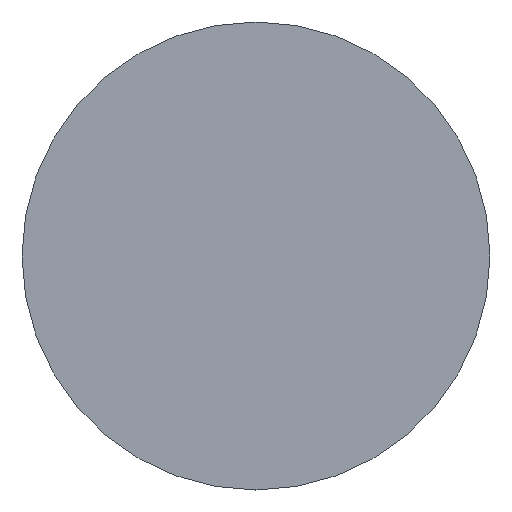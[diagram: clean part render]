
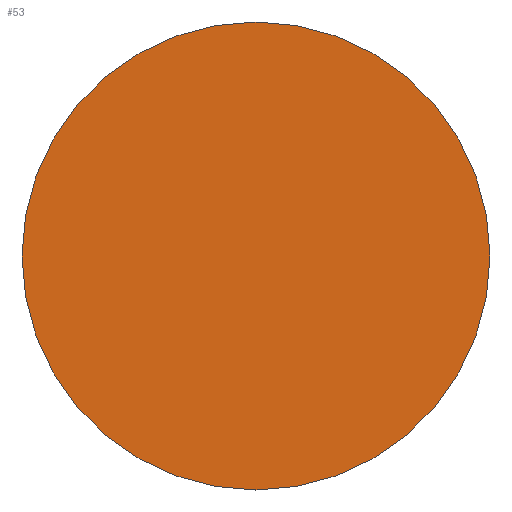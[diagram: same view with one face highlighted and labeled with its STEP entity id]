
A CAD part, left-side view. The second image highlights one B-rep face of the part: STEP entity #53.
In plain terms, the highlighted planar face has unit normal (-1, 0, 0).
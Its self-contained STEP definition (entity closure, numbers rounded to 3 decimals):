
#3 = CIRCLE ( 'NONE', #120, 12.7 ) ;
#4 = DIRECTION ( 'NONE',  ( 0., 0., 1. ) ) ;
#11 = VERTEX_POINT ( 'NONE', #92 ) ;
#13 = EDGE_CURVE ( 'NONE', #135, #11, #155, .T. ) ;
#18 = CARTESIAN_POINT ( 'NONE',  ( 0., 0., 0. ) ) ;
#20 = PLANE ( 'NONE',  #124 ) ;
#30 = DIRECTION ( 'NONE',  ( 1., 0., 0. ) ) ;
#31 = CARTESIAN_POINT ( 'NONE',  ( 0., 0., 0. ) ) ;
#38 = AXIS2_PLACEMENT_3D ( 'NONE', #145, #43, #129 ) ;
#43 = DIRECTION ( 'NONE',  ( -1., 0., 0. ) ) ;
#52 = FACE_OUTER_BOUND ( 'NONE', #108, .T. ) ;
#53 = ADVANCED_FACE ( 'NONE', ( #52 ), #20, .F. ) ;
#55 = CARTESIAN_POINT ( 'NONE',  ( 0., 0., -12.7 ) ) ;
#91 = DIRECTION ( 'NONE',  ( -1., 0., 0. ) ) ;
#92 = CARTESIAN_POINT ( 'NONE',  ( 0., 0., 12.7 ) ) ;
#96 = ORIENTED_EDGE ( 'NONE', *, *, #13, .T. ) ;
#98 = ORIENTED_EDGE ( 'NONE', *, *, #123, .T. ) ;
#99 = DIRECTION ( 'NONE',  ( 0., 0., -1. ) ) ;
#108 = EDGE_LOOP ( 'NONE', ( #98, #96 ) ) ;
#120 = AXIS2_PLACEMENT_3D ( 'NONE', #18, #91, #4 ) ;
#123 = EDGE_CURVE ( 'NONE', #11, #135, #3, .T. ) ;
#124 = AXIS2_PLACEMENT_3D ( 'NONE', #31, #30, #99 ) ;
#129 = DIRECTION ( 'NONE',  ( 0., 0., 1. ) ) ;
#135 = VERTEX_POINT ( 'NONE', #55 ) ;
#145 = CARTESIAN_POINT ( 'NONE',  ( 0., 0., 0. ) ) ;
#155 = CIRCLE ( 'NONE', #38, 12.7 ) ;
